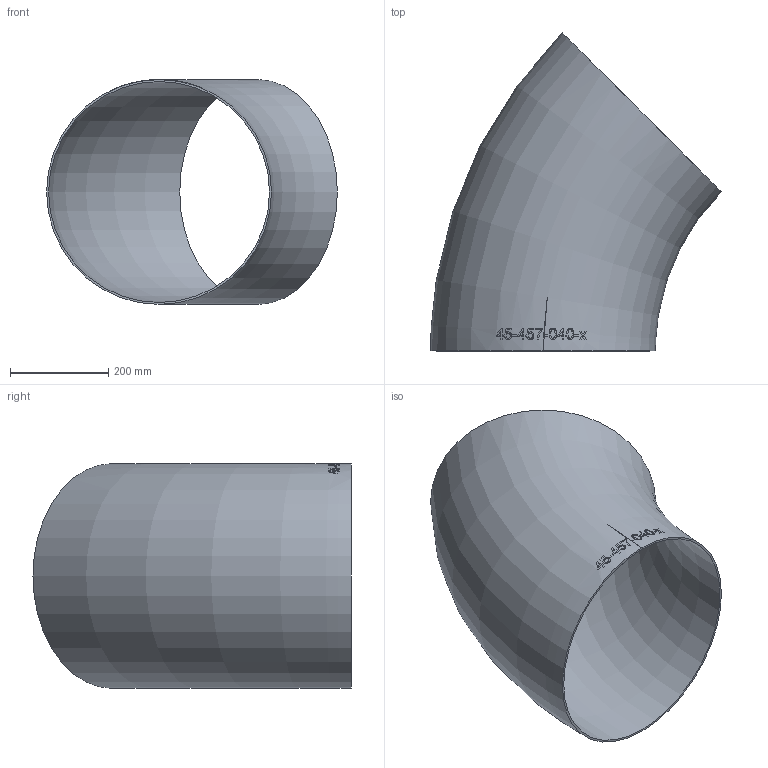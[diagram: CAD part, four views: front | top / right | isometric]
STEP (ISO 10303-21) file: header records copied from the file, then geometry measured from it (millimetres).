
FILE_DESCRIPTION (( 'STEP AP214' ), '1' );
FILE_NAME ('45-457-040-x Bogen 2005.STEP', '2020-05-04T14:04:38', ( '' ), ( '' ), 'SwSTEP 2.0', 'SolidWorks 2019', '' );
FILE_SCHEMA (( 'AUTOMOTIVE_DESIGN' ));
Length unit declared in the file: millimetre
Products named in the file (1): 45-457-040-x Bogen 2005
Bounding box: 591.17 x 646.72 x 457.2 mm (x, y, z)
Volume: 3068367.5 mm3; surface area: 1545630.9 mm2
Topology: 1 solids, 1 shells, 150 faces, 394 edges, 263 vertices
Faces by surface type: bspline 129, torus 19, plane 2
Entity records: 24020 total; most frequent: CARTESIAN_POINT 19885, ORIENTED_EDGE 782, EDGE_CURVE 391, B_SPLINE_CURVE_WITH_KNOTS 387, VERTEX_POINT 262, EDGE_LOOP 171, FACE_OUTER_BOUND 152, ADVANCED_FACE 150
